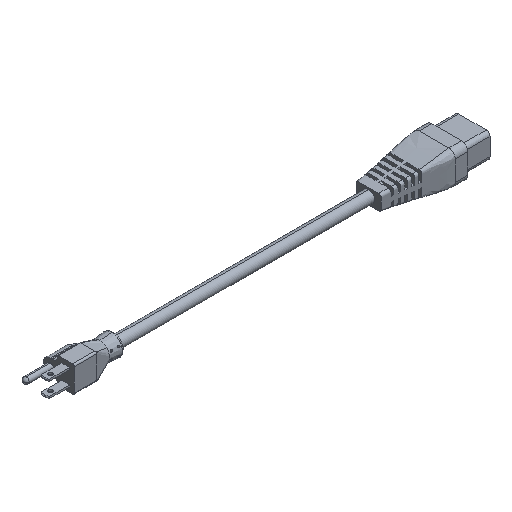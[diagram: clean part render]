
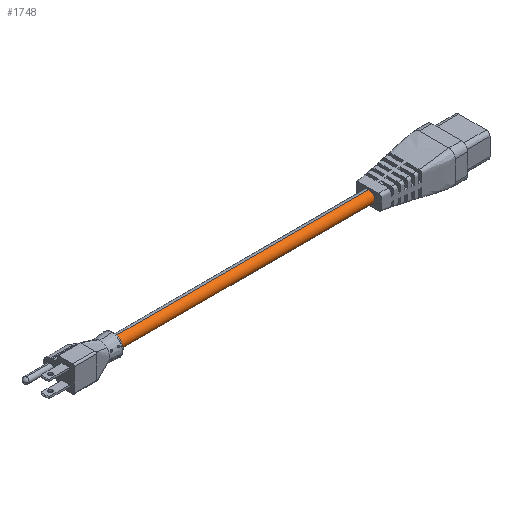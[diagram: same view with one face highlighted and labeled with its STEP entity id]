
A CAD part, isometric view. The second image highlights one B-rep face of the part: STEP entity #1748.
In plain terms, the highlighted cylindrical face has radius 4.6 mm (diameter 9.2 mm), a partial arc.
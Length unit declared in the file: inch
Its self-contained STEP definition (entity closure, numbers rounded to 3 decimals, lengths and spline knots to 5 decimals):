
#88 = VERTEX_POINT ( 'NONE', #8746 ) ;
#317 = CIRCLE ( 'NONE', #1348, 0.1811 ) ;
#432 = VERTEX_POINT ( 'NONE', #3440 ) ;
#797 = LINE ( 'NONE', #1839, #1895 ) ;
#824 = DIRECTION ( 'NONE',  ( 0., 0., 1. ) ) ;
#894 = CARTESIAN_POINT ( 'NONE',  ( 0.1811, 0., -10. ) ) ;
#1286 = ORIENTED_EDGE ( 'NONE', *, *, #7564, .F. ) ;
#1348 = AXIS2_PLACEMENT_3D ( 'NONE', #3399, #4272, #10235 ) ;
#1417 = EDGE_CURVE ( 'NONE', #1971, #88, #797, .T. ) ;
#1494 = DIRECTION ( 'NONE',  ( 1., 0., 0. ) ) ;
#1748 = ADVANCED_FACE ( 'NONE', ( #9111 ), #7333, .T. ) ;
#1783 = DIRECTION ( 'NONE',  ( 1., 0., 0. ) ) ;
#1809 = LINE ( 'NONE', #1863, #10866 ) ;
#1839 = CARTESIAN_POINT ( 'NONE',  ( 0.1811, 0., -10. ) ) ;
#1863 = CARTESIAN_POINT ( 'NONE',  ( -0.1811, 0., -10. ) ) ;
#1895 = VECTOR ( 'NONE', #9414, 39.37008 ) ;
#1971 = VERTEX_POINT ( 'NONE', #894 ) ;
#3079 = ORIENTED_EDGE ( 'NONE', *, *, #7834, .T. ) ;
#3399 = CARTESIAN_POINT ( 'NONE',  ( 0., 0., -10. ) ) ;
#3440 = CARTESIAN_POINT ( 'NONE',  ( -0.1811, 0., 0. ) ) ;
#3512 = EDGE_LOOP ( 'NONE', ( #5869, #3079, #9251, #1286 ) ) ;
#3947 = VERTEX_POINT ( 'NONE', #7222 ) ;
#4272 = DIRECTION ( 'NONE',  ( 0., 0., 1. ) ) ;
#4466 = DIRECTION ( 'NONE',  ( 0., 0., 1. ) ) ;
#5869 = ORIENTED_EDGE ( 'NONE', *, *, #8799, .F. ) ;
#6621 = CARTESIAN_POINT ( 'NONE',  ( 0., 0., -10. ) ) ;
#7222 = CARTESIAN_POINT ( 'NONE',  ( -0.1811, 0., -10. ) ) ;
#7333 = CYLINDRICAL_SURFACE ( 'NONE', #9688, 0.1811 ) ;
#7344 = CIRCLE ( 'NONE', #9298, 0.1811 ) ;
#7564 = EDGE_CURVE ( 'NONE', #432, #88, #7344, .T. ) ;
#7834 = EDGE_CURVE ( 'NONE', #3947, #1971, #317, .T. ) ;
#8746 = CARTESIAN_POINT ( 'NONE',  ( 0.1811, 0., 0. ) ) ;
#8799 = EDGE_CURVE ( 'NONE', #3947, #432, #1809, .T. ) ;
#9111 = FACE_OUTER_BOUND ( 'NONE', #3512, .T. ) ;
#9251 = ORIENTED_EDGE ( 'NONE', *, *, #1417, .T. ) ;
#9298 = AXIS2_PLACEMENT_3D ( 'NONE', #10183, #9300, #1783 ) ;
#9300 = DIRECTION ( 'NONE',  ( 0., 0., 1. ) ) ;
#9414 = DIRECTION ( 'NONE',  ( 0., 0., 1. ) ) ;
#9688 = AXIS2_PLACEMENT_3D ( 'NONE', #6621, #824, #1494 ) ;
#10183 = CARTESIAN_POINT ( 'NONE',  ( 0., 0., 0. ) ) ;
#10235 = DIRECTION ( 'NONE',  ( 1., 0., 0. ) ) ;
#10866 = VECTOR ( 'NONE', #4466, 39.37008 ) ;
